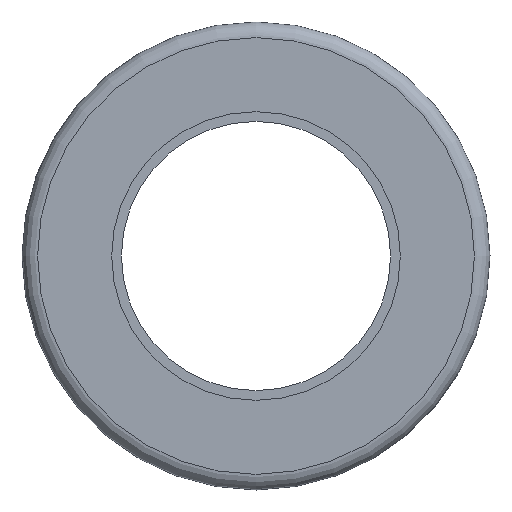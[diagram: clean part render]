
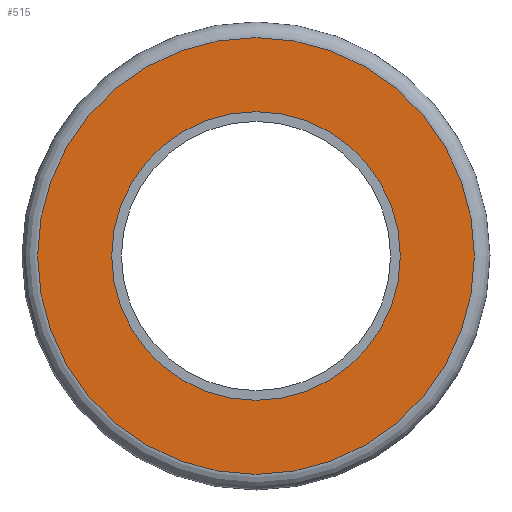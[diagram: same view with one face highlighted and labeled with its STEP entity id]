
A CAD part, left-side view. The second image highlights one B-rep face of the part: STEP entity #515.
In plain terms, the highlighted planar face has unit normal (-1, 0, 0).
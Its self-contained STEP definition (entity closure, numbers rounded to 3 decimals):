
#449 = CYLINDRICAL_SURFACE('',#450,3.7);
#450 = AXIS2_PLACEMENT_3D('',#451,#452,#453);
#451 = CARTESIAN_POINT('',(-1.15,0.,0.));
#452 = DIRECTION('',(-1.,-0.,-0.));
#453 = DIRECTION('',(0.,1.,0.));
#466 = VERTEX_POINT('',#467);
#467 = CARTESIAN_POINT('',(-1.65,3.7,0.));
#488 = EDGE_CURVE('',#466,#466,#489,.T.);
#489 = SURFACE_CURVE('',#490,(#495,#502),.PCURVE_S1.);
#490 = CIRCLE('',#491,3.7);
#491 = AXIS2_PLACEMENT_3D('',#492,#493,#494);
#492 = CARTESIAN_POINT('',(-1.65,0.,0.));
#493 = DIRECTION('',(1.,0.,0.));
#494 = DIRECTION('',(0.,1.,0.));
#495 = PCURVE('',#449,#496);
#496 = DEFINITIONAL_REPRESENTATION('',(#497),#501);
#497 = LINE('',#498,#499);
#498 = CARTESIAN_POINT('',(-0.,0.5));
#499 = VECTOR('',#500,1.);
#500 = DIRECTION('',(-1.,0.));
#501 = ( GEOMETRIC_REPRESENTATION_CONTEXT(2) 
PARAMETRIC_REPRESENTATION_CONTEXT() REPRESENTATION_CONTEXT('2D SPACE',''
  ) );
#502 = PCURVE('',#503,#508);
#503 = PLANE('',#504);
#504 = AXIS2_PLACEMENT_3D('',#505,#506,#507);
#505 = CARTESIAN_POINT('',(-1.65,0.,0.));
#506 = DIRECTION('',(1.,0.,0.));
#507 = DIRECTION('',(-0.,1.,0.));
#508 = DEFINITIONAL_REPRESENTATION('',(#509),#513);
#509 = CIRCLE('',#510,3.7);
#510 = AXIS2_PLACEMENT_2D('',#511,#512);
#511 = CARTESIAN_POINT('',(0.,0.));
#512 = DIRECTION('',(1.,0.));
#513 = ( GEOMETRIC_REPRESENTATION_CONTEXT(2) 
PARAMETRIC_REPRESENTATION_CONTEXT() REPRESENTATION_CONTEXT('2D SPACE',''
  ) );
#515 = ADVANCED_FACE('',(#516,#519),#503,.F.);
#516 = FACE_BOUND('',#517,.T.);
#517 = EDGE_LOOP('',(#518));
#518 = ORIENTED_EDGE('',*,*,#488,.T.);
#519 = FACE_BOUND('',#520,.T.);
#520 = EDGE_LOOP('',(#521));
#521 = ORIENTED_EDGE('',*,*,#522,.F.);
#522 = EDGE_CURVE('',#523,#523,#525,.T.);
#523 = VERTEX_POINT('',#524);
#524 = CARTESIAN_POINT('',(-1.65,5.6,0.));
#525 = SURFACE_CURVE('',#526,(#531,#538),.PCURVE_S1.);
#526 = CIRCLE('',#527,5.6);
#527 = AXIS2_PLACEMENT_3D('',#528,#529,#530);
#528 = CARTESIAN_POINT('',(-1.65,0.,0.));
#529 = DIRECTION('',(1.,0.,0.));
#530 = DIRECTION('',(0.,1.,0.));
#531 = PCURVE('',#503,#532);
#532 = DEFINITIONAL_REPRESENTATION('',(#533),#537);
#533 = CIRCLE('',#534,5.6);
#534 = AXIS2_PLACEMENT_2D('',#535,#536);
#535 = CARTESIAN_POINT('',(0.,0.));
#536 = DIRECTION('',(1.,0.));
#537 = ( GEOMETRIC_REPRESENTATION_CONTEXT(2) 
PARAMETRIC_REPRESENTATION_CONTEXT() REPRESENTATION_CONTEXT('2D SPACE',''
  ) );
#538 = PCURVE('',#539,#548);
#539 = SURFACE_OF_REVOLUTION('',#540,#545);
#540 = CIRCLE('',#541,0.4);
#541 = AXIS2_PLACEMENT_3D('',#542,#543,#544);
#542 = CARTESIAN_POINT('',(-1.25,5.6,0.));
#543 = DIRECTION('',(-0.,0.,1.));
#544 = DIRECTION('',(1.,0.,0.));
#545 = AXIS1_PLACEMENT('',#546,#547);
#546 = CARTESIAN_POINT('',(0.,0.,0.));
#547 = DIRECTION('',(1.,0.,0.));
#548 = DEFINITIONAL_REPRESENTATION('',(#549),#553);
#549 = LINE('',#550,#551);
#550 = CARTESIAN_POINT('',(0.,3.142));
#551 = VECTOR('',#552,1.);
#552 = DIRECTION('',(1.,0.));
#553 = ( GEOMETRIC_REPRESENTATION_CONTEXT(2) 
PARAMETRIC_REPRESENTATION_CONTEXT() REPRESENTATION_CONTEXT('2D SPACE',''
  ) );
